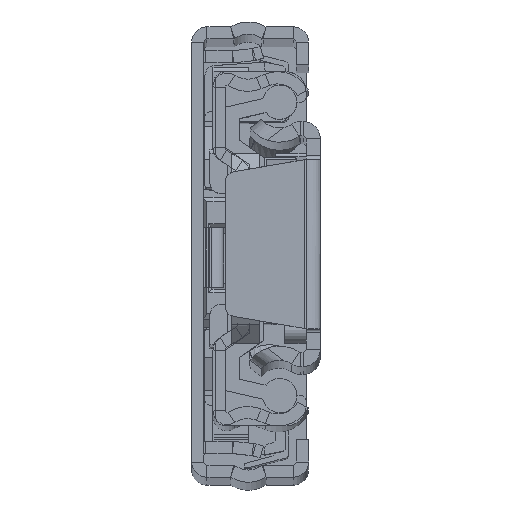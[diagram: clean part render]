
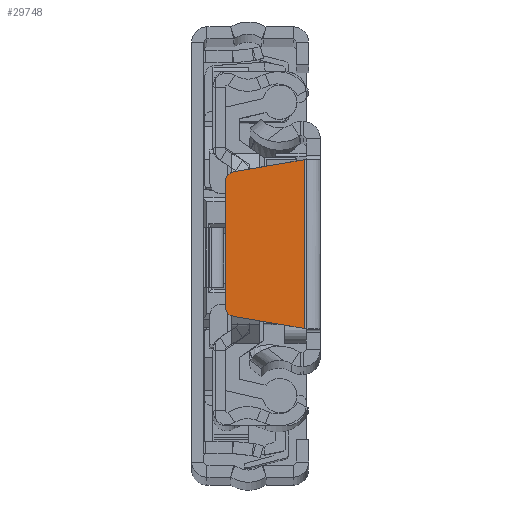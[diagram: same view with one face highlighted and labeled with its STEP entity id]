
A CAD part, top view. The second image highlights one B-rep face of the part: STEP entity #29748.
In plain terms, the highlighted planar face has unit normal (0, 0, 1).
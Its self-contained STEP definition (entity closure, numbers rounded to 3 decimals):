
#1384 = CARTESIAN_POINT ( 'NONE',  ( -1.6, 8.333, 0. ) ) ;
#4341 = CARTESIAN_POINT ( 'NONE',  ( -8.4, -6.156, 0. ) ) ;
#4361 = VECTOR ( 'NONE', #6258, 1000. ) ;
#4562 = AXIS2_PLACEMENT_3D ( 'NONE', #4341, #19552, #9814 ) ;
#5308 = VERTEX_POINT ( 'NONE', #26204 ) ;
#5557 = FACE_OUTER_BOUND ( 'NONE', #9781, .T. ) ;
#6258 = DIRECTION ( 'NONE',  ( -0.986, 0.168, 0. ) ) ;
#7026 = DIRECTION ( 'NONE',  ( 0.986, 0.168, 0. ) ) ;
#7581 = VERTEX_POINT ( 'NONE', #9270 ) ;
#8042 = CARTESIAN_POINT ( 'NONE',  ( -8.4, 6.156, 0. ) ) ;
#9270 = CARTESIAN_POINT ( 'NONE',  ( -8.568, 7.142, 0. ) ) ;
#9335 = VECTOR ( 'NONE', #14963, 1000. ) ;
#9781 = EDGE_LOOP ( 'NONE', ( #17048, #10078, #27771, #10569, #28681, #21557 ) ) ;
#9814 = DIRECTION ( 'NONE',  ( -1., 0., 0. ) ) ;
#10078 = ORIENTED_EDGE ( 'NONE', *, *, #27174, .F. ) ;
#10166 = VECTOR ( 'NONE', #7026, 1000. ) ;
#10569 = ORIENTED_EDGE ( 'NONE', *, *, #17506, .F. ) ;
#10680 = CIRCLE ( 'NONE', #23363, 1. ) ;
#11029 = PLANE ( 'NONE',  #27183 ) ;
#11688 = CARTESIAN_POINT ( 'NONE',  ( -9.4, -6.156, 0. ) ) ;
#13840 = VERTEX_POINT ( 'NONE', #11688 ) ;
#13863 = CARTESIAN_POINT ( 'NONE',  ( -8.568, -7.142, 0. ) ) ;
#14093 = CIRCLE ( 'NONE', #4562, 1. ) ;
#14478 = LINE ( 'NONE', #32163, #10166 ) ;
#14963 = DIRECTION ( 'NONE',  ( 0., 1., 0. ) ) ;
#15543 = VERTEX_POINT ( 'NONE', #1384 ) ;
#16452 = DIRECTION ( 'NONE',  ( 0., -1., 0. ) ) ;
#16755 = EDGE_CURVE ( 'NONE', #15543, #27871, #28723, .T. ) ;
#17048 = ORIENTED_EDGE ( 'NONE', *, *, #16755, .F. ) ;
#17467 = CARTESIAN_POINT ( 'NONE',  ( -1.6, -8.333, 0. ) ) ;
#17506 = EDGE_CURVE ( 'NONE', #13840, #5308, #22572, .T. ) ;
#18116 = DIRECTION ( 'NONE',  ( 0., 0., -1. ) ) ;
#18977 = LINE ( 'NONE', #13863, #4361 ) ;
#18986 = EDGE_CURVE ( 'NONE', #19815, #13840, #14093, .T. ) ;
#19552 = DIRECTION ( 'NONE',  ( 0., 0., -1. ) ) ;
#19815 = VERTEX_POINT ( 'NONE', #25433 ) ;
#21105 = DIRECTION ( 'NONE',  ( -1., 0., 0. ) ) ;
#21557 = ORIENTED_EDGE ( 'NONE', *, *, #26636, .F. ) ;
#22572 = LINE ( 'NONE', #23225, #9335 ) ;
#23225 = CARTESIAN_POINT ( 'NONE',  ( -9.4, 6.156, 0. ) ) ;
#23363 = AXIS2_PLACEMENT_3D ( 'NONE', #8042, #18116, #25410 ) ;
#25410 = DIRECTION ( 'NONE',  ( -1., 0., 0. ) ) ;
#25433 = CARTESIAN_POINT ( 'NONE',  ( -8.568, -7.142, 0. ) ) ;
#25710 = EDGE_CURVE ( 'NONE', #5308, #7581, #10680, .T. ) ;
#26204 = CARTESIAN_POINT ( 'NONE',  ( -9.4, 6.156, 0. ) ) ;
#26404 = CARTESIAN_POINT ( 'NONE',  ( -8.4, 6.156, 0. ) ) ;
#26636 = EDGE_CURVE ( 'NONE', #27871, #19815, #18977, .T. ) ;
#27174 = EDGE_CURVE ( 'NONE', #7581, #15543, #14478, .T. ) ;
#27183 = AXIS2_PLACEMENT_3D ( 'NONE', #26404, #31368, #21105 ) ;
#27550 = VECTOR ( 'NONE', #16452, 1000. ) ;
#27771 = ORIENTED_EDGE ( 'NONE', *, *, #25710, .F. ) ;
#27871 = VERTEX_POINT ( 'NONE', #17467 ) ;
#28681 = ORIENTED_EDGE ( 'NONE', *, *, #18986, .F. ) ;
#28723 = LINE ( 'NONE', #28878, #27550 ) ;
#28878 = CARTESIAN_POINT ( 'NONE',  ( -1.6, -8.333, 0. ) ) ;
#29748 = ADVANCED_FACE ( 'NONE', ( #5557 ), #11029, .F. ) ;
#31368 = DIRECTION ( 'NONE',  ( 0., 0., -1. ) ) ;
#32163 = CARTESIAN_POINT ( 'NONE',  ( -1.5, 8.35, 0. ) ) ;
